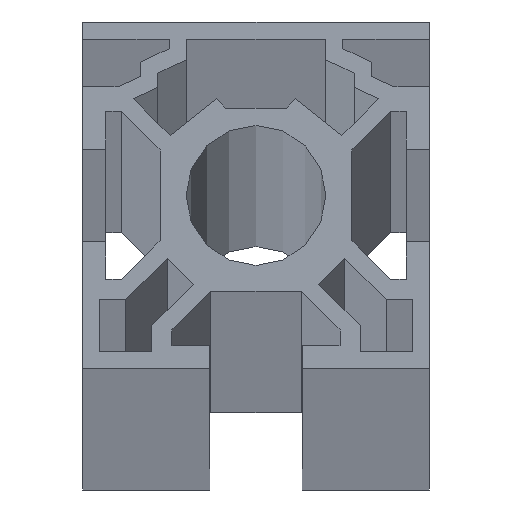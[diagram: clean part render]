
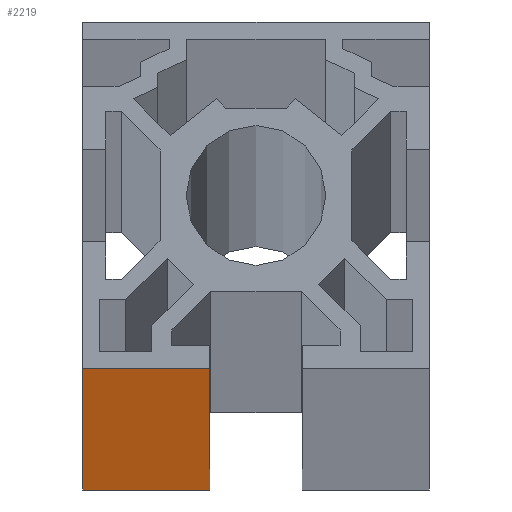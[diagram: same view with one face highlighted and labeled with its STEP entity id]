
A CAD part, top view. The second image highlights one B-rep face of the part: STEP entity #2219.
In plain terms, the highlighted planar face has unit normal (0, -1, 0).
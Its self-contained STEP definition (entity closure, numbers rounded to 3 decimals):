
#113 = PLANE ( 'NONE',  #2308 ) ;
#114 = CARTESIAN_POINT ( 'NONE',  ( -15., -15., 0. ) ) ;
#115 = DIRECTION ( 'NONE',  ( 0., -1., 0. ) ) ;
#116 = DIRECTION ( 'NONE',  ( 0., 0., -1. ) ) ;
#165 = FACE_OUTER_BOUND ( 'NONE', #924, .T. ) ;
#444 = CARTESIAN_POINT ( 'NONE',  ( -15., -15., -6000. ) ) ;
#446 = CARTESIAN_POINT ( 'NONE',  ( -15., -15., 0. ) ) ;
#448 = CARTESIAN_POINT ( 'NONE',  ( -4., -15., 0. ) ) ;
#449 = CARTESIAN_POINT ( 'NONE',  ( -4., -15., -6000. ) ) ;
#772 = VERTEX_POINT ( 'NONE', #444 ) ;
#774 = VERTEX_POINT ( 'NONE', #446 ) ;
#776 = VERTEX_POINT ( 'NONE', #448 ) ;
#777 = VERTEX_POINT ( 'NONE', #449 ) ;
#917 = ORIENTED_EDGE ( 'NONE', *, *, #1419, .T. ) ;
#918 = ORIENTED_EDGE ( 'NONE', *, *, #1420, .F. ) ;
#919 = ORIENTED_EDGE ( 'NONE', *, *, #1421, .F. ) ;
#920 = ORIENTED_EDGE ( 'NONE', *, *, #1417, .T. ) ;
#924 = EDGE_LOOP ( 'NONE', ( #917, #918, #919, #920 ) ) ;
#1037 = CARTESIAN_POINT ( 'NONE',  ( -15., -15., -3000. ) ) ;
#1038 = DIRECTION ( 'NONE',  ( 0., 0., -1. ) ) ;
#1041 = CARTESIAN_POINT ( 'NONE',  ( 0., -15., -6000. ) ) ;
#1042 = DIRECTION ( 'NONE',  ( 1., 0., 0. ) ) ;
#1043 = CARTESIAN_POINT ( 'NONE',  ( -4., -15., -3000. ) ) ;
#1044 = DIRECTION ( 'NONE',  ( 0., 0., -1. ) ) ;
#1045 = CARTESIAN_POINT ( 'NONE',  ( 0., -15., 0. ) ) ;
#1046 = DIRECTION ( 'NONE',  ( 1., 0., 0. ) ) ;
#1417 = EDGE_CURVE ( 'NONE', #774, #772, #2098, .T. ) ;
#1419 = EDGE_CURVE ( 'NONE', #772, #777, #2401, .T. ) ;
#1420 = EDGE_CURVE ( 'NONE', #776, #777, #2403, .T. ) ;
#1421 = EDGE_CURVE ( 'NONE', #774, #776, #2405, .T. ) ;
#2098 = LINE ( 'NONE', #1037, #2100 ) ;
#2100 = VECTOR ( 'NONE', #1038, 1000. ) ;
#2219 = ADVANCED_FACE ( 'NONE', ( #165 ), #113, .T. ) ;
#2308 = AXIS2_PLACEMENT_3D ( 'NONE', #114, #115, #116 ) ;
#2401 = LINE ( 'NONE', #1041, #2402 ) ;
#2402 = VECTOR ( 'NONE', #1042, 1000. ) ;
#2403 = LINE ( 'NONE', #1043, #2404 ) ;
#2404 = VECTOR ( 'NONE', #1044, 1000. ) ;
#2405 = LINE ( 'NONE', #1045, #2406 ) ;
#2406 = VECTOR ( 'NONE', #1046, 1000. ) ;
